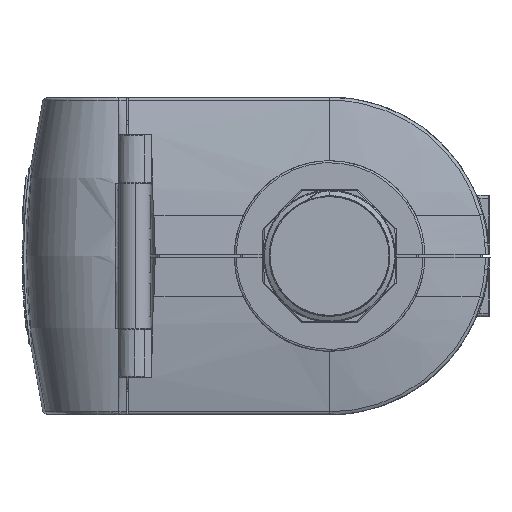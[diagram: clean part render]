
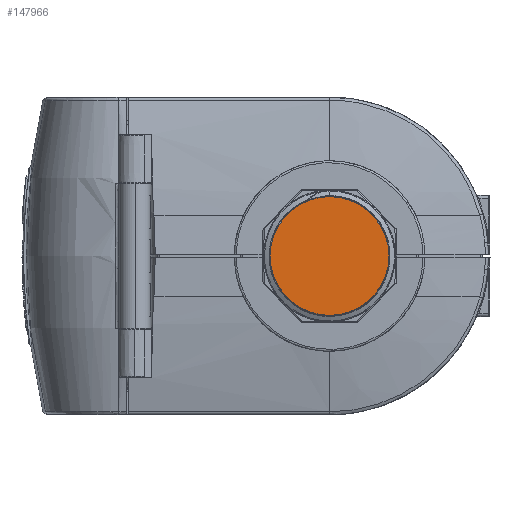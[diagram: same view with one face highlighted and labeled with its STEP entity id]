
A CAD part, left-side view. The second image highlights one B-rep face of the part: STEP entity #147966.
In plain terms, the highlighted planar face has unit normal (-1, 0, 0).
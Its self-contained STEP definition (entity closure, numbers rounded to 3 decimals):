
#21669 = CIRCLE ( 'NONE', #172645, 14.95 ) ;
#24636 = CARTESIAN_POINT ( 'NONE',  ( -95., 16.502, 0. ) ) ;
#58511 = DIRECTION ( 'NONE',  ( 0., 0., 1. ) ) ;
#59574 = DIRECTION ( 'NONE',  ( 1., 0., 0. ) ) ;
#61975 = VERTEX_POINT ( 'NONE', #123573 ) ;
#77589 = CARTESIAN_POINT ( 'NONE',  ( -95., 0.002, 0. ) ) ;
#80827 = CARTESIAN_POINT ( 'NONE',  ( -95., 0.002, 14.95 ) ) ;
#93285 = DIRECTION ( 'NONE',  ( 0., 0., -1. ) ) ;
#99096 = CIRCLE ( 'NONE', #199664, 14.95 ) ;
#109333 = ORIENTED_EDGE ( 'NONE', *, *, #141950, .T. ) ;
#115542 = DIRECTION ( 'NONE',  ( 0., 0., 1. ) ) ;
#116627 = CARTESIAN_POINT ( 'NONE',  ( -95., 0.002, 0. ) ) ;
#123573 = CARTESIAN_POINT ( 'NONE',  ( -95., 0.002, -14.95 ) ) ;
#141950 = EDGE_CURVE ( 'NONE', #61975, #153514, #99096, .T. ) ;
#143066 = ORIENTED_EDGE ( 'NONE', *, *, #157008, .T. ) ;
#147966 = ADVANCED_FACE ( 'NONE', ( #177686 ), #197889, .F. ) ;
#152616 = DIRECTION ( 'NONE',  ( -1., 0., 0. ) ) ;
#153514 = VERTEX_POINT ( 'NONE', #80827 ) ;
#157008 = EDGE_CURVE ( 'NONE', #153514, #61975, #21669, .T. ) ;
#160371 = EDGE_LOOP ( 'NONE', ( #143066, #109333 ) ) ;
#172645 = AXIS2_PLACEMENT_3D ( 'NONE', #116627, #152616, #115542 ) ;
#177686 = FACE_OUTER_BOUND ( 'NONE', #160371, .T. ) ;
#193519 = AXIS2_PLACEMENT_3D ( 'NONE', #24636, #59574, #93285 ) ;
#197889 = PLANE ( 'NONE',  #193519 ) ;
#199035 = DIRECTION ( 'NONE',  ( -1., 0., 0. ) ) ;
#199664 = AXIS2_PLACEMENT_3D ( 'NONE', #77589, #199035, #58511 ) ;
